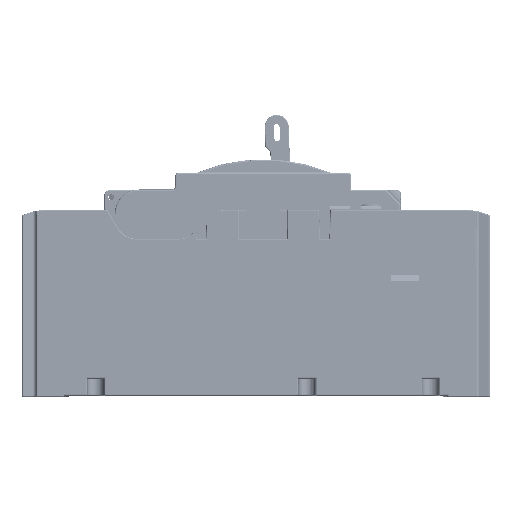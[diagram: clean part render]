
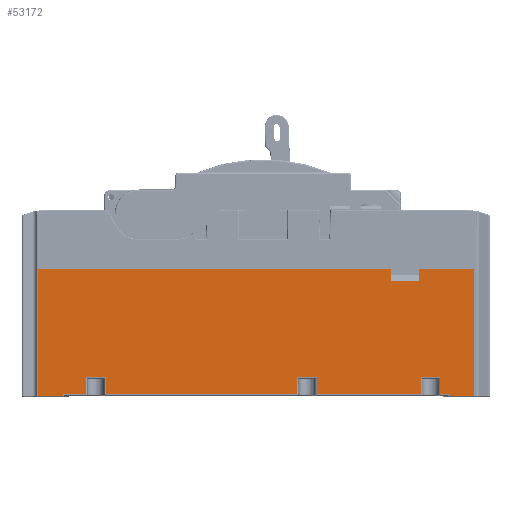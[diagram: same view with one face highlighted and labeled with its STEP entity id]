
A CAD part, front view. The second image highlights one B-rep face of the part: STEP entity #53172.
In plain terms, the highlighted planar face has unit normal (0, -1, 0).
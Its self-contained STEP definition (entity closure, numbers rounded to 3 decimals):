
#10508=PLANE('',#194401);
#25175=LINE('',#308266,#41943);
#25179=LINE('',#308274,#41947);
#25349=LINE('',#308823,#42117);
#25350=LINE('',#308825,#42118);
#25351=LINE('',#308829,#42119);
#25375=LINE('',#308890,#42143);
#25376=LINE('',#308892,#42144);
#25377=LINE('',#308894,#42145);
#25378=LINE('',#308896,#42146);
#25379=LINE('',#308898,#42147);
#25380=LINE('',#308900,#42148);
#25381=LINE('',#308902,#42149);
#25382=LINE('',#308904,#42150);
#25383=LINE('',#308905,#42151);
#25384=LINE('',#308907,#42152);
#25385=LINE('',#308909,#42153);
#25386=LINE('',#308910,#42154);
#25387=LINE('',#308912,#42155);
#25388=LINE('',#308914,#42156);
#25389=LINE('',#308916,#42157);
#25390=LINE('',#308918,#42158);
#25391=LINE('',#308920,#42159);
#25392=LINE('',#308922,#42160);
#25393=LINE('',#308924,#42161);
#41943=VECTOR('',#239522,1.);
#41947=VECTOR('',#239526,1.);
#42117=VECTOR('',#239952,1.);
#42118=VECTOR('',#239955,1.);
#42119=VECTOR('',#239960,1.);
#42143=VECTOR('',#240028,1.);
#42144=VECTOR('',#240029,1.);
#42145=VECTOR('',#240030,1.);
#42146=VECTOR('',#240031,1.);
#42147=VECTOR('',#240032,1.);
#42148=VECTOR('',#240033,1.);
#42149=VECTOR('',#240034,1.);
#42150=VECTOR('',#240035,1.);
#42151=VECTOR('',#240036,1.);
#42152=VECTOR('',#240037,1.);
#42153=VECTOR('',#240038,1.);
#42154=VECTOR('',#240039,1.);
#42155=VECTOR('',#240040,1.);
#42156=VECTOR('',#240041,1.);
#42157=VECTOR('',#240042,1.);
#42158=VECTOR('',#240043,1.);
#42159=VECTOR('',#240044,1.);
#42160=VECTOR('',#240045,1.);
#42161=VECTOR('',#240046,1.);
#53172=ADVANCED_FACE('',(#63447),#10508,.T.);
#63447=FACE_OUTER_BOUND('',#74005,.T.);
#74005=EDGE_LOOP('',(#126130,#126131,#126132,#126133,#126134,#126135,#126136,
#126137,#126138,#126139,#126140,#126141,#126142,#126143,#126144,#126145,
#126146,#126147,#126148,#126149,#126150,#126151,#126152,#126153));
#126130=ORIENTED_EDGE('',*,*,#174197,.T.);
#126131=ORIENTED_EDGE('',*,*,#174198,.T.);
#126132=ORIENTED_EDGE('',*,*,#174199,.T.);
#126133=ORIENTED_EDGE('',*,*,#174200,.T.);
#126134=ORIENTED_EDGE('',*,*,#174201,.T.);
#126135=ORIENTED_EDGE('',*,*,#174202,.T.);
#126136=ORIENTED_EDGE('',*,*,#174203,.T.);
#126137=ORIENTED_EDGE('',*,*,#174204,.T.);
#126138=ORIENTED_EDGE('',*,*,#173884,.T.);
#126139=ORIENTED_EDGE('',*,*,#174205,.T.);
#126140=ORIENTED_EDGE('',*,*,#174206,.T.);
#126141=ORIENTED_EDGE('',*,*,#174207,.F.);
#126142=ORIENTED_EDGE('',*,*,#173880,.T.);
#126143=ORIENTED_EDGE('',*,*,#174208,.T.);
#126144=ORIENTED_EDGE('',*,*,#174209,.T.);
#126145=ORIENTED_EDGE('',*,*,#174210,.T.);
#126146=ORIENTED_EDGE('',*,*,#174211,.T.);
#126147=ORIENTED_EDGE('',*,*,#174212,.T.);
#126148=ORIENTED_EDGE('',*,*,#174213,.T.);
#126149=ORIENTED_EDGE('',*,*,#174214,.T.);
#126150=ORIENTED_EDGE('',*,*,#174215,.T.);
#126151=ORIENTED_EDGE('',*,*,#174165,.T.);
#126152=ORIENTED_EDGE('',*,*,#174163,.T.);
#126153=ORIENTED_EDGE('',*,*,#174162,.T.);
#149644=VERTEX_POINT('',#308265);
#149645=VERTEX_POINT('',#308267);
#149648=VERTEX_POINT('',#308273);
#149649=VERTEX_POINT('',#308275);
#149897=VERTEX_POINT('',#308818);
#149899=VERTEX_POINT('',#308822);
#149900=VERTEX_POINT('',#308826);
#149901=VERTEX_POINT('',#308830);
#149916=VERTEX_POINT('',#308891);
#149917=VERTEX_POINT('',#308893);
#149918=VERTEX_POINT('',#308895);
#149919=VERTEX_POINT('',#308897);
#149920=VERTEX_POINT('',#308899);
#149921=VERTEX_POINT('',#308901);
#149922=VERTEX_POINT('',#308903);
#149923=VERTEX_POINT('',#308906);
#149924=VERTEX_POINT('',#308908);
#149925=VERTEX_POINT('',#308911);
#149926=VERTEX_POINT('',#308913);
#149927=VERTEX_POINT('',#308915);
#149928=VERTEX_POINT('',#308917);
#149929=VERTEX_POINT('',#308919);
#149930=VERTEX_POINT('',#308921);
#149931=VERTEX_POINT('',#308923);
#173880=EDGE_CURVE('',#149645,#149644,#25175,.T.);
#173884=EDGE_CURVE('',#149649,#149648,#25179,.T.);
#174162=EDGE_CURVE('',#149897,#149899,#25349,.T.);
#174163=EDGE_CURVE('',#149900,#149897,#25350,.T.);
#174165=EDGE_CURVE('',#149901,#149900,#25351,.T.);
#174197=EDGE_CURVE('',#149899,#149916,#25375,.T.);
#174198=EDGE_CURVE('',#149916,#149917,#25376,.T.);
#174199=EDGE_CURVE('',#149917,#149918,#25377,.T.);
#174200=EDGE_CURVE('',#149918,#149919,#25378,.T.);
#174201=EDGE_CURVE('',#149919,#149920,#25379,.T.);
#174202=EDGE_CURVE('',#149920,#149921,#25380,.T.);
#174203=EDGE_CURVE('',#149921,#149922,#25381,.T.);
#174204=EDGE_CURVE('',#149922,#149649,#25382,.T.);
#174205=EDGE_CURVE('',#149648,#149923,#25383,.T.);
#174206=EDGE_CURVE('',#149923,#149924,#25384,.T.);
#174207=EDGE_CURVE('',#149645,#149924,#25385,.T.);
#174208=EDGE_CURVE('',#149644,#149925,#25386,.T.);
#174209=EDGE_CURVE('',#149925,#149926,#25387,.T.);
#174210=EDGE_CURVE('',#149926,#149927,#25388,.T.);
#174211=EDGE_CURVE('',#149927,#149928,#25389,.T.);
#174212=EDGE_CURVE('',#149928,#149929,#25390,.T.);
#174213=EDGE_CURVE('',#149929,#149930,#25391,.T.);
#174214=EDGE_CURVE('',#149930,#149931,#25392,.T.);
#174215=EDGE_CURVE('',#149931,#149901,#25393,.T.);
#194401=AXIS2_PLACEMENT_3D('',#308925,#240047,#240048);
#239522=DIRECTION('',(-1.,0.,0.));
#239526=DIRECTION('',(-1.,0.,0.));
#239952=DIRECTION('',(0.,0.,-1.));
#239955=DIRECTION('',(1.,0.,0.));
#239960=DIRECTION('',(0.,0.,1.));
#240028=DIRECTION('',(1.,0.,0.));
#240029=DIRECTION('',(0.,0.,1.));
#240030=DIRECTION('',(1.,0.,0.));
#240031=DIRECTION('',(0.,0.,-1.));
#240032=DIRECTION('',(1.,0.,0.));
#240033=DIRECTION('',(0.,0.,-1.));
#240034=DIRECTION('',(1.,0.,0.));
#240035=DIRECTION('',(0.,0.,1.));
#240036=DIRECTION('',(0.,0.,-1.));
#240037=DIRECTION('',(-1.,0.,0.));
#240038=DIRECTION('',(0.,0.,-1.));
#240039=DIRECTION('',(0.,0.,-1.));
#240040=DIRECTION('',(1.,0.,0.));
#240041=DIRECTION('',(0.,0.,1.));
#240042=DIRECTION('',(1.,0.,0.));
#240043=DIRECTION('',(0.,0.,1.));
#240044=DIRECTION('',(1.,0.,0.));
#240045=DIRECTION('',(0.,0.,-1.));
#240046=DIRECTION('',(1.,0.,0.));
#240047=DIRECTION('',(0.,-1.,0.));
#240048=DIRECTION('',(0.,0.,1.));
#308265=CARTESIAN_POINT('',(5.5,0.,40.));
#308266=CARTESIAN_POINT('',(82.5,0.,40.));
#308267=CARTESIAN_POINT('',(130.,0.,40.));
#308273=CARTESIAN_POINT('',(140.,0.,40.));
#308274=CARTESIAN_POINT('',(82.5,0.,40.));
#308275=CARTESIAN_POINT('',(159.5,0.,40.));
#308818=CARTESIAN_POINT('',(104.,0.,2.));
#308822=CARTESIAN_POINT('',(104.,0.,-4.));
#308823=CARTESIAN_POINT('',(104.,0.,-4.));
#308825=CARTESIAN_POINT('',(82.5,0.,2.));
#308826=CARTESIAN_POINT('',(97.,0.,2.));
#308829=CARTESIAN_POINT('',(97.,0.,3.));
#308830=CARTESIAN_POINT('',(97.,0.,-4.));
#308890=CARTESIAN_POINT('',(141.,0.,-4.));
#308891=CARTESIAN_POINT('',(140.5,0.,-4.));
#308892=CARTESIAN_POINT('',(140.5,0.,3.));
#308893=CARTESIAN_POINT('',(140.5,0.,2.));
#308894=CARTESIAN_POINT('',(82.5,0.,2.));
#308895=CARTESIAN_POINT('',(147.5,0.,2.));
#308896=CARTESIAN_POINT('',(147.5,0.,-4.));
#308897=CARTESIAN_POINT('',(147.5,0.,-4.));
#308898=CARTESIAN_POINT('',(150.2,0.,-4.));
#308899=CARTESIAN_POINT('',(150.5,0.,-4.));
#308900=CARTESIAN_POINT('',(150.5,0.,-1.));
#308901=CARTESIAN_POINT('',(150.5,0.,-4.5));
#308902=CARTESIAN_POINT('',(82.5,0.,-4.5));
#308903=CARTESIAN_POINT('',(159.5,0.,-4.5));
#308904=CARTESIAN_POINT('',(159.5,0.,40.));
#308905=CARTESIAN_POINT('',(140.,0.,40.));
#308906=CARTESIAN_POINT('',(140.,0.,36.));
#308907=CARTESIAN_POINT('',(115.,0.,36.));
#308908=CARTESIAN_POINT('',(130.,0.,36.));
#308909=CARTESIAN_POINT('',(130.,0.,-1.));
#308910=CARTESIAN_POINT('',(5.5,0.,-1.));
#308911=CARTESIAN_POINT('',(5.5,0.,-4.5));
#308912=CARTESIAN_POINT('',(82.5,0.,-4.5));
#308913=CARTESIAN_POINT('',(14.5,0.,-4.5));
#308914=CARTESIAN_POINT('',(14.5,0.,-1.));
#308915=CARTESIAN_POINT('',(14.5,0.,-4.));
#308916=CARTESIAN_POINT('',(23.,0.,-4.));
#308917=CARTESIAN_POINT('',(22.5,0.,-4.));
#308918=CARTESIAN_POINT('',(22.5,0.,3.));
#308919=CARTESIAN_POINT('',(22.5,0.,2.));
#308920=CARTESIAN_POINT('',(82.5,0.,2.));
#308921=CARTESIAN_POINT('',(29.5,0.,2.));
#308922=CARTESIAN_POINT('',(29.5,0.,-4.));
#308923=CARTESIAN_POINT('',(29.5,0.,-4.));
#308924=CARTESIAN_POINT('',(97.5,0.,-4.));
#308925=CARTESIAN_POINT('',(82.5,0.,-1.));
